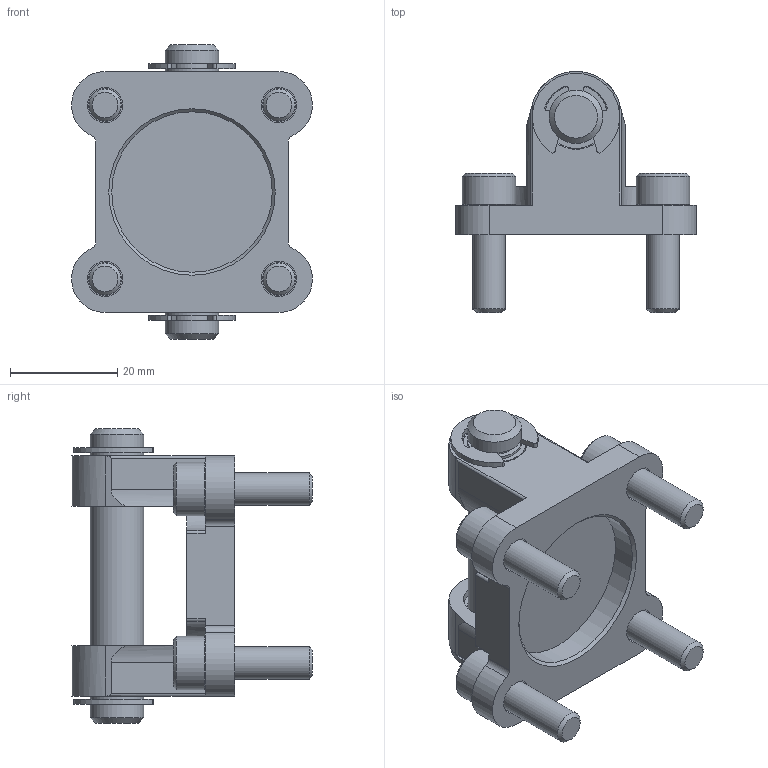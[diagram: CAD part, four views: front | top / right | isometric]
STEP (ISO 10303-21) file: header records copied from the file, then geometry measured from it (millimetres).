
FILE_DESCRIPTION(/* description */ ('STEP AP214'),/* implementation_level */ '2;1');
FILE_NAME(/* name */ '176944_SNCB-32-R3',/* time_stamp */ '2024-09-13T11:15:37+02:00',/* author */ ('License CC BY-ND 4.0'),/* organization */ ('CADENAS'),/* preprocessor_version */ 'ST-DEVELOPER v19.3',/* originating_system */ 'PARTsolutions',/* authorisation */ ' ');
FILE_SCHEMA (('AUTOMOTIVE_DESIGN {1 0 10303 214 3 1 1}'));
Length unit declared in the file: millimetre
Products named in the file (5): 176944 SNCB-32-R3---(0); 176944 SNCB-32-R3---(SF_00); DIN-912 - M6x20(F); 374747 BZ-10-046,0-AA (55); DIN-6799 8
Assembly tree (8 placements, depth 2):
  176944 SNCB-32-R3---(0)
    176944 SNCB-32-R3---(SF_00)
    DIN-912 - M6x20(F)  x4
    374747 BZ-10-046,0-AA (55)
    DIN-6799 8  x2
Bounding box: 44.99 x 44.97 x 55 mm (x, y, z)
Volume: 22443.9 mm3; surface area: 13574.8 mm2
Topology: 8 solids, 8 shells, 245 faces, 555 edges, 340 vertices
Faces by surface type: plane 111, cylinder 83, cone 49, torus 2
Full cylindrical faces by diameter (mm): 6 x4, 6.6 x4, 8 x2, 10 x9, 11.6 x2, 11.8 x2, 30 x1
Entity records: 3990 total; most frequent: DIRECTION 710, CARTESIAN_POINT 699, ORIENTED_EDGE 582, EDGE_CURVE 291, AXIS2_PLACEMENT_3D 287, VERTEX_POINT 204, FACE_BOUND 187, EDGE_LOOP 186
